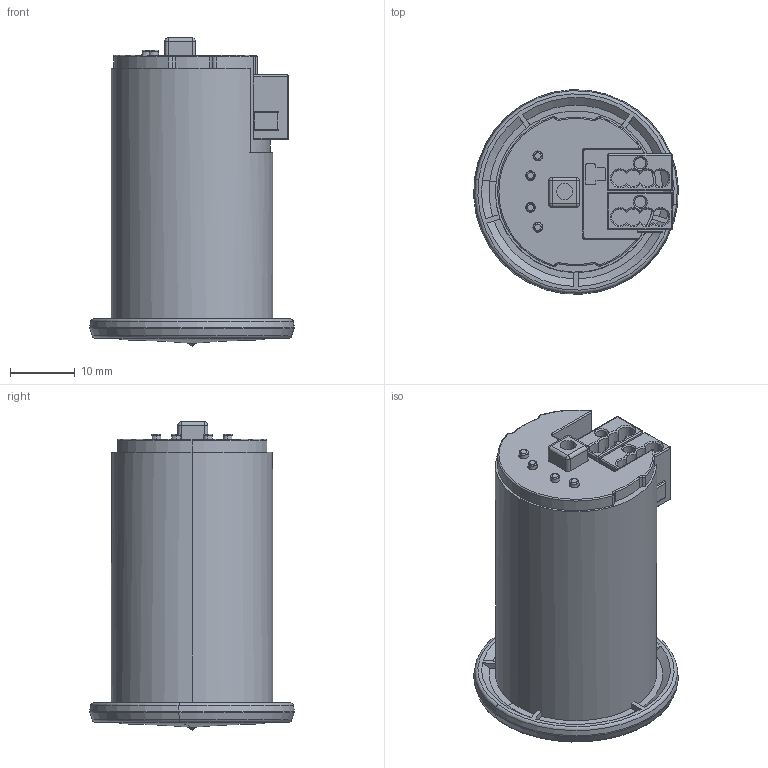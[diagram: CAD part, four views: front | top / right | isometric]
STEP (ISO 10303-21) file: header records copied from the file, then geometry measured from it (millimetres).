
FILE_DESCRIPTION((''),'2;1');
FILE_NAME('','',('none'),('none'),'','','none');
FILE_SCHEMA(('CONFIG_CONTROL_DESIGN'));
Length unit declared in the file: millimetre
Products named in the file (1): EP10427503
Bounding box: 31.6 x 31.6 x 47.58 mm (x, y, z)
Volume: 20854.7 mm3; surface area: 7784.2 mm2
Topology: 4 solids, 4 shells, 276 faces, 651 edges, 363 vertices
Faces by surface type: cylinder 97, plane 69, cone 43, torus 35, sphere 30, revolution 2
Entity records: 7328 total; most frequent: CARTESIAN_POINT 1411, ORIENTED_EDGE 1242, DIRECTION 1075, EDGE_CURVE 621, AXIS2_PLACEMENT_3D 569, VERTEX_POINT 363, CIRCLE 318, EDGE_LOOP 294
